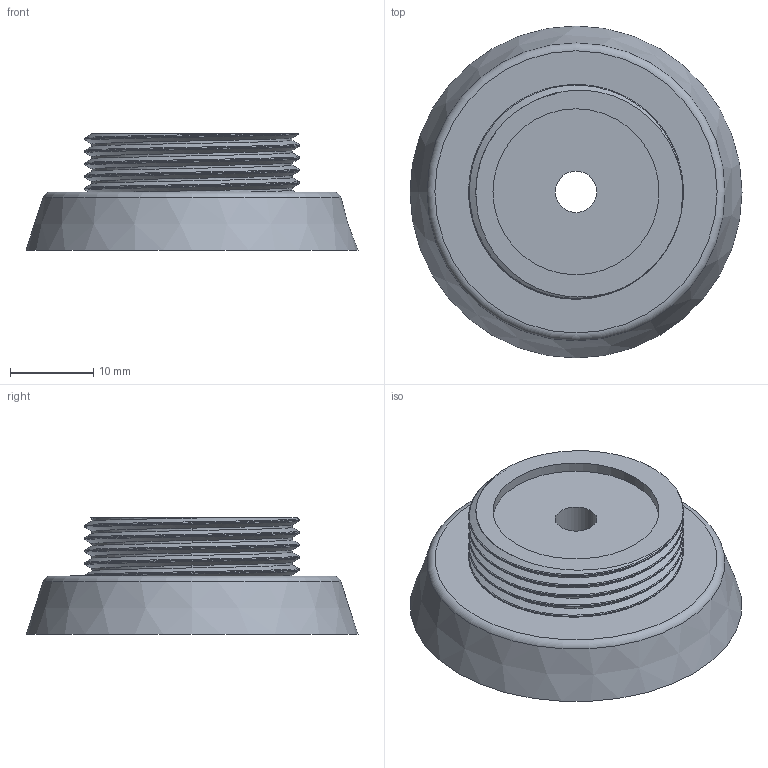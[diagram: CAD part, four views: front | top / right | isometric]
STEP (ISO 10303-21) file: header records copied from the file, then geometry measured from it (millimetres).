
FILE_DESCRIPTION(/* description */ (''),/* implementation_level */ '2;1');
FILE_NAME(/* name */ 'vacuum_pump_suction_cup.step',/* time_stamp */ '2023-12-18T03:27:11+01:00',/* author */ (''),/* organization */ (''),/* preprocessor_version */ 'ST-DEVELOPER v20',/* originating_system */ 'Autodesk Translation Framework v12.14.0.127',/* authorisation */ '');
FILE_SCHEMA (('AUTOMOTIVE_DESIGN { 1 0 10303 214 3 1 1 }'));
Length unit declared in the file: millimetre
Products named in the file (1): vacuum_pump_suction_cup
Bounding box: 40 x 40 x 14 mm (x, y, z)
Volume: 7658.8 mm3; surface area: 4463.1 mm2
Topology: 1 solids, 1 shells, 26 faces, 63 edges, 41 vertices
Faces by surface type: cylinder 14, bspline 4, plane 4, cone 3, torus 1
Full cylindrical faces by diameter (mm): 5 x1, 20 x1, 24.132 x4, 25.85 x4
Entity records: 2850 total; most frequent: CARTESIAN_POINT 2257, ORIENTED_EDGE 126, DIRECTION 91, EDGE_CURVE 63, VERTEX_POINT 41, AXIS2_PLACEMENT_3D 38, B_SPLINE_CURVE_WITH_KNOTS 33, EDGE_LOOP 30
